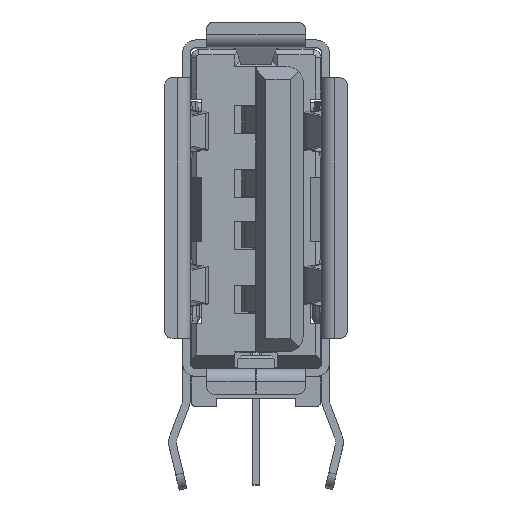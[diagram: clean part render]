
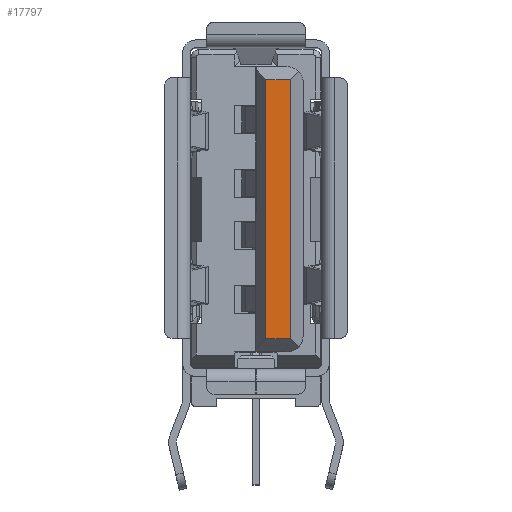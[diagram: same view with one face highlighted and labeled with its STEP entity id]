
A CAD part, top view. The second image highlights one B-rep face of the part: STEP entity #17797.
In plain terms, the highlighted face is planar.
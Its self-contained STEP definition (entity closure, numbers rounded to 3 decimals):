
#1909 = VERTEX_POINT ( 'NONE', #14551 ) ;
#3064 = PLANE ( 'NONE',  #44688 ) ;
#4130 = CARTESIAN_POINT ( 'NONE',  ( -18.75, 5.01, -1.52 ) ) ;
#4594 = DIRECTION ( 'NONE',  ( 0., -1., 0. ) ) ;
#5046 = VECTOR ( 'NONE', #4594, 1000. ) ;
#7674 = DIRECTION ( 'NONE',  ( 0., 0., 1. ) ) ;
#8146 = LINE ( 'NONE', #14863, #25302 ) ;
#9021 = VERTEX_POINT ( 'NONE', #38834 ) ;
#10225 = ORIENTED_EDGE ( 'NONE', *, *, #37902, .T. ) ;
#11804 = LINE ( 'NONE', #45803, #5046 ) ;
#14551 = CARTESIAN_POINT ( 'NONE',  ( -18.75, -5.09, -2.48 ) ) ;
#14863 = CARTESIAN_POINT ( 'NONE',  ( -18.75, -5.09, -2.034 ) ) ;
#16454 = LINE ( 'NONE', #31101, #46251 ) ;
#17693 = CARTESIAN_POINT ( 'NONE',  ( -18.75, -0.04, -2. ) ) ;
#17797 = ADVANCED_FACE ( 'NONE', ( #21289 ), #3064, .F. ) ;
#17912 = EDGE_CURVE ( 'NONE', #1909, #9021, #16454, .T. ) ;
#19161 = VECTOR ( 'NONE', #20992, 1000. ) ;
#19327 = VERTEX_POINT ( 'NONE', #28565 ) ;
#20992 = DIRECTION ( 'NONE',  ( 0., 0., 1. ) ) ;
#21235 = LINE ( 'NONE', #46208, #19161 ) ;
#21289 = FACE_OUTER_BOUND ( 'NONE', #42208, .T. ) ;
#25302 = VECTOR ( 'NONE', #7674, 1000. ) ;
#25833 = EDGE_CURVE ( 'NONE', #9021, #31735, #21235, .T. ) ;
#27272 = ORIENTED_EDGE ( 'NONE', *, *, #31646, .F. ) ;
#28565 = CARTESIAN_POINT ( 'NONE',  ( -18.75, -5.09, -1.52 ) ) ;
#30638 = ORIENTED_EDGE ( 'NONE', *, *, #25833, .F. ) ;
#31101 = CARTESIAN_POINT ( 'NONE',  ( -18.75, -0.04, -2.48 ) ) ;
#31646 = EDGE_CURVE ( 'NONE', #31735, #19327, #11804, .T. ) ;
#31735 = VERTEX_POINT ( 'NONE', #4130 ) ;
#31745 = ORIENTED_EDGE ( 'NONE', *, *, #17912, .F. ) ;
#32342 = DIRECTION ( 'NONE',  ( 1., 0., 0. ) ) ;
#37902 = EDGE_CURVE ( 'NONE', #1909, #19327, #8146, .T. ) ;
#38834 = CARTESIAN_POINT ( 'NONE',  ( -18.75, 5.01, -2.48 ) ) ;
#42208 = EDGE_LOOP ( 'NONE', ( #30638, #31745, #10225, #27272 ) ) ;
#44688 = AXIS2_PLACEMENT_3D ( 'NONE', #17693, #32342, #46974 ) ;
#45731 = DIRECTION ( 'NONE',  ( 0., 1., 0. ) ) ;
#45803 = CARTESIAN_POINT ( 'NONE',  ( -18.75, -0.04, -1.52 ) ) ;
#46208 = CARTESIAN_POINT ( 'NONE',  ( -18.75, 5.01, -2.034 ) ) ;
#46251 = VECTOR ( 'NONE', #45731, 1000. ) ;
#46974 = DIRECTION ( 'NONE',  ( 0., 0., -1. ) ) ;
